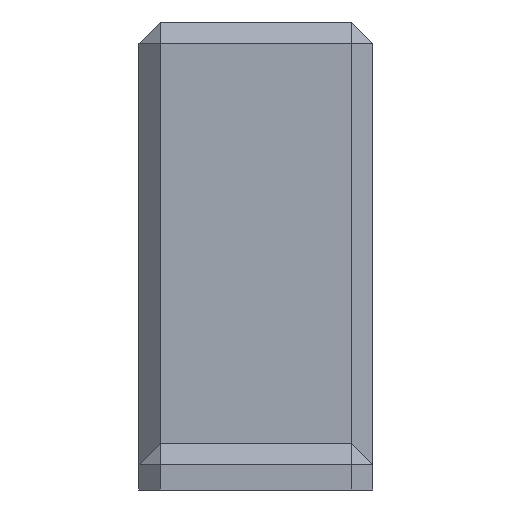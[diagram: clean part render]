
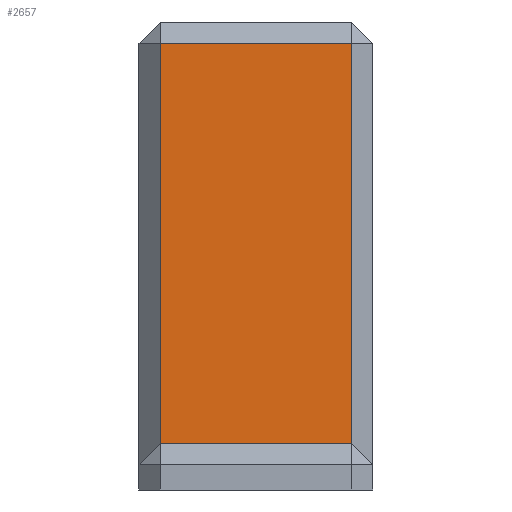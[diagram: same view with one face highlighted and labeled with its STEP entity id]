
A CAD part, left-side view. The second image highlights one B-rep face of the part: STEP entity #2657.
In plain terms, the highlighted planar face has unit normal (-1, 0, 0).
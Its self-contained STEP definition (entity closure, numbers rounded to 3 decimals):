
#674 = PLANE('',#675);
#675 = AXIS2_PLACEMENT_3D('',#676,#677,#678);
#676 = CARTESIAN_POINT('',(59.5,8.,2.));
#677 = DIRECTION('',(0.,0.,1.));
#678 = DIRECTION('',(1.,0.,0.));
#735 = PLANE('',#736);
#736 = AXIS2_PLACEMENT_3D('',#737,#738,#739);
#737 = CARTESIAN_POINT('',(66.45,17.55,2.));
#738 = DIRECTION('',(0.707,-0.707,0.)
  );
#739 = DIRECTION('',(0.,0.,1.));
#1181 = PLANE('',#1182);
#1182 = AXIS2_PLACEMENT_3D('',#1183,#1184,#1185);
#1183 = CARTESIAN_POINT('',(66.45,8.45,2.));
#1184 = DIRECTION('',(0.707,0.707,0.)
  );
#1185 = DIRECTION('',(0.,0.,-1.));
#1747 = EDGE_CURVE('',#1748,#1750,#1752,.T.);
#1748 = VERTEX_POINT('',#1749);
#1749 = CARTESIAN_POINT('',(66.,8.9,2.));
#1750 = VERTEX_POINT('',#1751);
#1751 = CARTESIAN_POINT('',(66.,17.1,2.));
#1752 = SURFACE_CURVE('',#1753,(#1757,#1763),.PCURVE_S1.);
#1753 = LINE('',#1754,#1755);
#1754 = CARTESIAN_POINT('',(66.,8.,2.));
#1755 = VECTOR('',#1756,1.);
#1756 = DIRECTION('',(0.,1.,0.));
#1757 = PCURVE('',#674,#1758);
#1758 = DEFINITIONAL_REPRESENTATION('',(#1759),#1762);
#1759 = B_SPLINE_CURVE_WITH_KNOTS('',1,(#1760,#1761),.UNSPECIFIED.,.F.,
  .F.,(2,2),(0.,10.),.PIECEWISE_BEZIER_KNOTS.);
#1760 = CARTESIAN_POINT('',(6.5,0.));
#1761 = CARTESIAN_POINT('',(6.5,10.));
#1762 = ( GEOMETRIC_REPRESENTATION_CONTEXT(2) 
PARAMETRIC_REPRESENTATION_CONTEXT() REPRESENTATION_CONTEXT('2D SPACE',''
  ) );
#1763 = PCURVE('',#1764,#1769);
#1764 = PLANE('',#1765);
#1765 = AXIS2_PLACEMENT_3D('',#1766,#1767,#1768);
#1766 = CARTESIAN_POINT('',(66.,8.,0.));
#1767 = DIRECTION('',(1.,0.,0.));
#1768 = DIRECTION('',(0.,0.,1.));
#1769 = DEFINITIONAL_REPRESENTATION('',(#1770),#1773);
#1770 = B_SPLINE_CURVE_WITH_KNOTS('',1,(#1771,#1772),.UNSPECIFIED.,.F.,
  .F.,(2,2),(0.,10.),.PIECEWISE_BEZIER_KNOTS.);
#1771 = CARTESIAN_POINT('',(2.,0.));
#1772 = CARTESIAN_POINT('',(2.,-10.));
#1773 = ( GEOMETRIC_REPRESENTATION_CONTEXT(2) 
PARAMETRIC_REPRESENTATION_CONTEXT() REPRESENTATION_CONTEXT('2D SPACE',''
  ) );
#1925 = VERTEX_POINT('',#1926);
#1926 = CARTESIAN_POINT('',(66.,17.1,19.1));
#1952 = EDGE_CURVE('',#1750,#1925,#1953,.T.);
#1953 = SURFACE_CURVE('',#1954,(#1958,#1965),.PCURVE_S1.);
#1954 = LINE('',#1955,#1956);
#1955 = CARTESIAN_POINT('',(66.,17.1,2.));
#1956 = VECTOR('',#1957,1.);
#1957 = DIRECTION('',(0.,0.,1.));
#1958 = PCURVE('',#735,#1959);
#1959 = DEFINITIONAL_REPRESENTATION('',(#1960),#1964);
#1960 = LINE('',#1961,#1962);
#1961 = CARTESIAN_POINT('',(0.,0.636));
#1962 = VECTOR('',#1963,1.);
#1963 = DIRECTION('',(1.,0.));
#1964 = ( GEOMETRIC_REPRESENTATION_CONTEXT(2) 
PARAMETRIC_REPRESENTATION_CONTEXT() REPRESENTATION_CONTEXT('2D SPACE',''
  ) );
#1965 = PCURVE('',#1764,#1966);
#1966 = DEFINITIONAL_REPRESENTATION('',(#1967),#1971);
#1967 = LINE('',#1968,#1969);
#1968 = CARTESIAN_POINT('',(2.,-9.1));
#1969 = VECTOR('',#1970,1.);
#1970 = DIRECTION('',(1.,0.));
#1971 = ( GEOMETRIC_REPRESENTATION_CONTEXT(2) 
PARAMETRIC_REPRESENTATION_CONTEXT() REPRESENTATION_CONTEXT('2D SPACE',''
  ) );
#2340 = VERTEX_POINT('',#2341);
#2341 = CARTESIAN_POINT('',(66.,8.9,19.1));
#2367 = EDGE_CURVE('',#1748,#2340,#2368,.T.);
#2368 = SURFACE_CURVE('',#2369,(#2373,#2380),.PCURVE_S1.);
#2369 = LINE('',#2370,#2371);
#2370 = CARTESIAN_POINT('',(66.,8.9,2.));
#2371 = VECTOR('',#2372,1.);
#2372 = DIRECTION('',(0.,0.,1.));
#2373 = PCURVE('',#1181,#2374);
#2374 = DEFINITIONAL_REPRESENTATION('',(#2375),#2379);
#2375 = LINE('',#2376,#2377);
#2376 = CARTESIAN_POINT('',(-0.,0.636));
#2377 = VECTOR('',#2378,1.);
#2378 = DIRECTION('',(-1.,0.));
#2379 = ( GEOMETRIC_REPRESENTATION_CONTEXT(2) 
PARAMETRIC_REPRESENTATION_CONTEXT() REPRESENTATION_CONTEXT('2D SPACE',''
  ) );
#2380 = PCURVE('',#1764,#2381);
#2381 = DEFINITIONAL_REPRESENTATION('',(#2382),#2386);
#2382 = LINE('',#2383,#2384);
#2383 = CARTESIAN_POINT('',(2.,-0.9));
#2384 = VECTOR('',#2385,1.);
#2385 = DIRECTION('',(1.,0.));
#2386 = ( GEOMETRIC_REPRESENTATION_CONTEXT(2) 
PARAMETRIC_REPRESENTATION_CONTEXT() REPRESENTATION_CONTEXT('2D SPACE',''
  ) );
#2640 = PLANE('',#2641);
#2641 = AXIS2_PLACEMENT_3D('',#2642,#2643,#2644);
#2642 = CARTESIAN_POINT('',(66.45,8.,19.55));
#2643 = DIRECTION('',(0.707,0.,-0.707
    ));
#2644 = DIRECTION('',(0.,1.,0.));
#2657 = ADVANCED_FACE('',(#2658),#1764,.F.);
#2658 = FACE_BOUND('',#2659,.F.);
#2659 = EDGE_LOOP('',(#2660,#2661,#2662,#2683));
#2660 = ORIENTED_EDGE('',*,*,#1747,.T.);
#2661 = ORIENTED_EDGE('',*,*,#1952,.T.);
#2662 = ORIENTED_EDGE('',*,*,#2663,.F.);
#2663 = EDGE_CURVE('',#2340,#1925,#2664,.T.);
#2664 = SURFACE_CURVE('',#2665,(#2669,#2676),.PCURVE_S1.);
#2665 = LINE('',#2666,#2667);
#2666 = CARTESIAN_POINT('',(66.,8.,19.1));
#2667 = VECTOR('',#2668,1.);
#2668 = DIRECTION('',(0.,1.,0.));
#2669 = PCURVE('',#1764,#2670);
#2670 = DEFINITIONAL_REPRESENTATION('',(#2671),#2675);
#2671 = LINE('',#2672,#2673);
#2672 = CARTESIAN_POINT('',(19.1,0.));
#2673 = VECTOR('',#2674,1.);
#2674 = DIRECTION('',(0.,-1.));
#2675 = ( GEOMETRIC_REPRESENTATION_CONTEXT(2) 
PARAMETRIC_REPRESENTATION_CONTEXT() REPRESENTATION_CONTEXT('2D SPACE',''
  ) );
#2676 = PCURVE('',#2640,#2677);
#2677 = DEFINITIONAL_REPRESENTATION('',(#2678),#2682);
#2678 = LINE('',#2679,#2680);
#2679 = CARTESIAN_POINT('',(0.,-0.636));
#2680 = VECTOR('',#2681,1.);
#2681 = DIRECTION('',(1.,0.));
#2682 = ( GEOMETRIC_REPRESENTATION_CONTEXT(2) 
PARAMETRIC_REPRESENTATION_CONTEXT() REPRESENTATION_CONTEXT('2D SPACE',''
  ) );
#2683 = ORIENTED_EDGE('',*,*,#2367,.F.);
